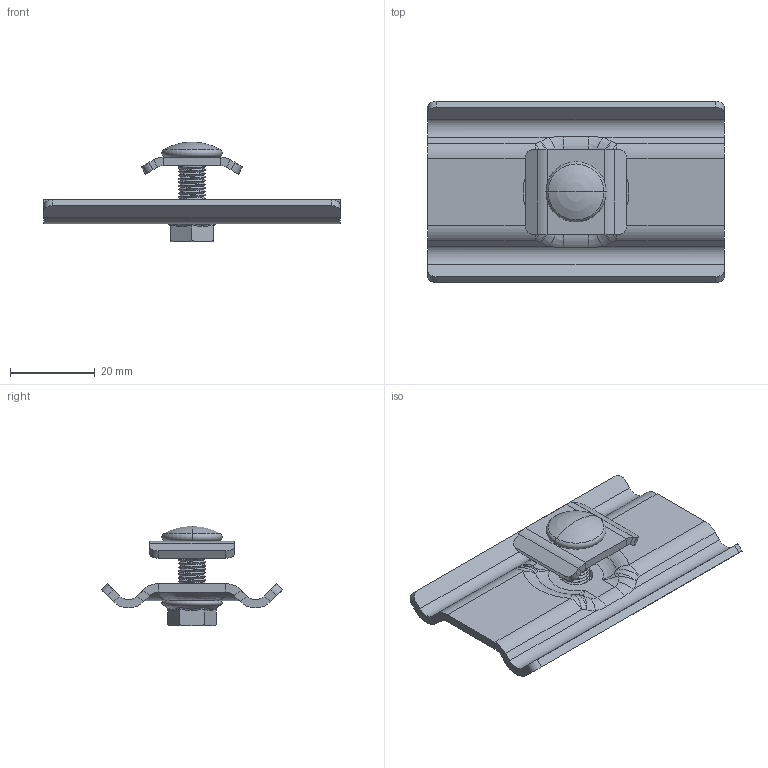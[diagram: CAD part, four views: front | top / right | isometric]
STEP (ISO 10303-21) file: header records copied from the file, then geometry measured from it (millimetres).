
FILE_DESCRIPTION((''),'2;1');
FILE_NAME('900500_ASM','2019-10-10T16:45:53',('tomasz.grudniewski'),(''),'CREO PARAMETRIC BY PTC INC, 2019080','CREO PARAMETRIC BY PTC INC, 2019080','');
FILE_SCHEMA(('CONFIG_CONTROL_DESIGN'));
Length unit declared in the file: millimetre
Products named in the file (5): USSW_1; USSW_SRUBA_1; USSW_SRUBA_2; USSW_2; 900500_ASM
Assembly tree (4 placements, depth 2):
  900500_ASM
    USSW_1
    USSW_SRUBA_1
    USSW_SRUBA_2
    USSW_2
Bounding box: 70 x 42.83 x 23.6 mm (x, y, z)
Volume: 8705.3 mm3; surface area: 9603.6 mm2
Topology: 4 solids, 4 shells, 420 faces, 1016 edges, 633 vertices
Faces by surface type: plane 222, cylinder 98, bspline 58, torus 18, cone 18, sphere 6
Entity records: 19492 total; most frequent: CARTESIAN_POINT 10221, ORIENTED_EDGE 2028, DIRECTION 1632, EDGE_CURVE 1014, VERTEX_POINT 633, VECTOR 606, LINE 606, AXIS2_PLACEMENT_3D 513
